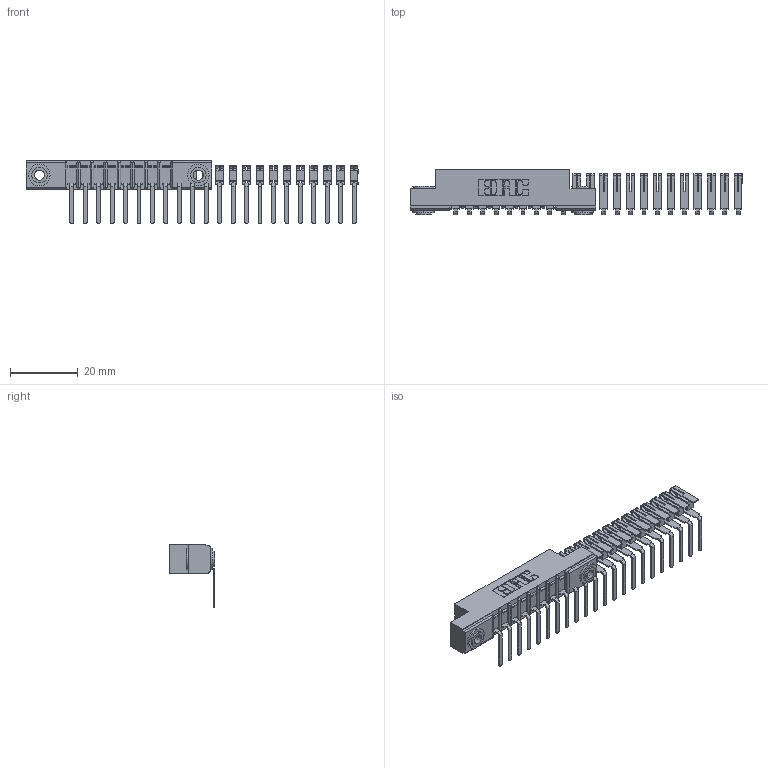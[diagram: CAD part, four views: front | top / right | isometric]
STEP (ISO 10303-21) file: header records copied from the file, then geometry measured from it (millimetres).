
FILE_DESCRIPTION (( 'STEP AP203' ), '1' );
FILE_NAME ('357-022-557-103.STEP', '2018-08-08T22:29:11', ( '' ), ( '' ), 'SwSTEP 2.0', 'SolidWorks 2016', '' );
FILE_SCHEMA (( 'CONFIG_CONTROL_DESIGN' ));
Length unit declared in the file: inch
Products named in the file (4): 307 Part_.156 Dia Mounting Holes; 307-290-002_557; 345-250-002_345-250-002-102; 357-022-557-103
Assembly tree (25 placements, depth 2):
  357-022-557-103
    307 Part_.156 Dia Mounting Holes
    307-290-002_557  x22
    345-250-002_345-250-002-102  x2
Bounding box: 97.83 x 13.36 x 18.67 mm (x, y, z)
Volume: 4070.4 mm3; surface area: 9592.6 mm2
Topology: 25 solids, 25 shells, 1615 faces, 4907 edges, 3242 vertices
Faces by surface type: plane 960, cylinder 629, sphere 18, cone 8
Entity records: 13417 total; most frequent: CARTESIAN_POINT 2175, DIRECTION 2159, ORIENTED_EDGE 2142, EDGE_CURVE 1071, LINE 795, VECTOR 795, VERTEX_POINT 698, AXIS2_PLACEMENT_3D 682
